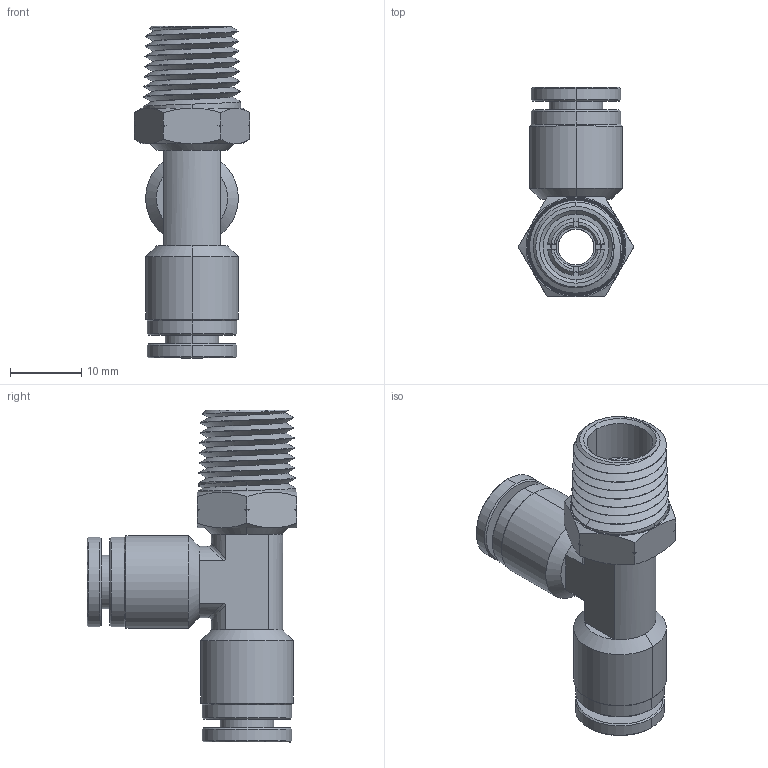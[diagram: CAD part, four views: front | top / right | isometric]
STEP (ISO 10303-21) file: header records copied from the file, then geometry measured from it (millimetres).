
FILE_DESCRIPTION (( 'STEP AP214' ), '1' );
FILE_NAME ('RTS1-4N1-4W.STEP', '2018-07-26T16:52:12', ( '' ), ( '' ), 'SwSTEP 2.0', 'SolidWorks 2016', '' );
FILE_SCHEMA (( 'AUTOMOTIVE_DESIGN' ));
Length unit declared in the file: millimetre
Products named in the file (1): RTS1-4N1-4W
Bounding box: 16.17 x 29.41 x 46.51 mm (x, y, z)
Volume: 4558.2 mm3; surface area: 8135.6 mm2
Topology: 12 solids, 12 shells, 795 faces, 2142 edges, 1385 vertices
Faces by surface type: cone 291, plane 270, cylinder 150, bspline 80, torus 4
Entity records: 38845 total; most frequent: CARTESIAN_POINT 11283, ORIENTED_EDGE 4284, DIRECTION 3473, EDGE_CURVE 2142, AXIS2_PLACEMENT_3D 1416, VERTEX_POINT 1385, EDGE_LOOP 835, UNCERTAINTY_MEASURE_WITH_UNIT 809
